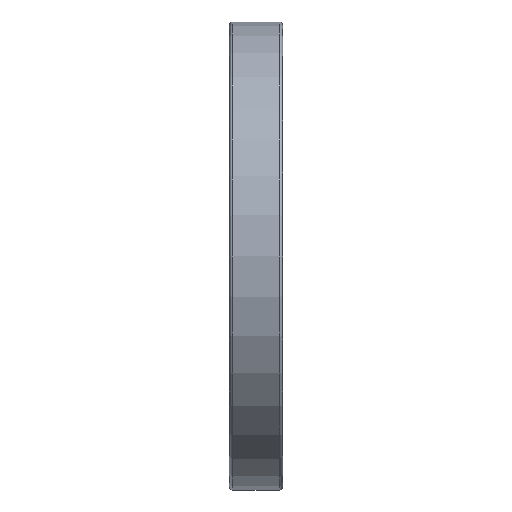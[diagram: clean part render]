
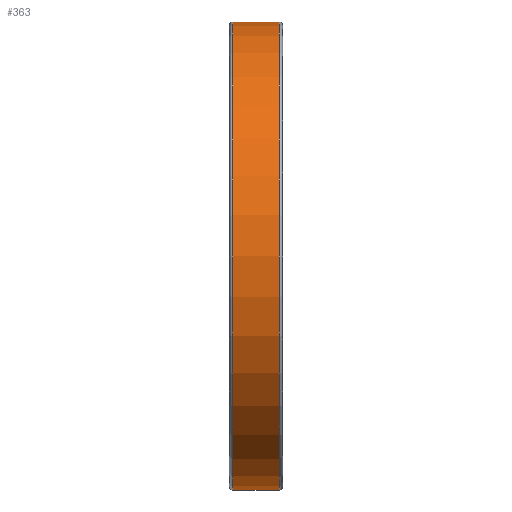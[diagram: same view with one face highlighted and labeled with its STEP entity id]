
A CAD part, front view. The second image highlights one B-rep face of the part: STEP entity #363.
In plain terms, the highlighted cylindrical face has radius 22 mm (diameter 44 mm), a full revolution.
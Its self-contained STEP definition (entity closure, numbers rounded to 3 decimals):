
#363 = ADVANCED_FACE( '', ( #574, #575 ), #576, .T. );
#574 = FACE_OUTER_BOUND( '', #755, .T. );
#575 = FACE_OUTER_BOUND( '', #756, .T. );
#576 = CYLINDRICAL_SURFACE( '', #757, 22. );
#755 = EDGE_LOOP( '', ( #936 ) );
#756 = EDGE_LOOP( '', ( #937 ) );
#757 = AXIS2_PLACEMENT_3D( '', #938, #939, #940 );
#936 = ORIENTED_EDGE( '', *, *, #1166, .T. );
#937 = ORIENTED_EDGE( '', *, *, #1167, .F. );
#938 = CARTESIAN_POINT( '', ( 50., 0., 0. ) );
#939 = DIRECTION( '', ( -1., 0., 0. ) );
#940 = DIRECTION( '', ( 0., 0., -1. ) );
#1166 = EDGE_CURVE( '', #1261, #1261, #1262, .T. );
#1167 = EDGE_CURVE( '', #1263, #1263, #1264, .T. );
#1261 = VERTEX_POINT( '', #1382 );
#1262 = CIRCLE( '', #1383, 22. );
#1263 = VERTEX_POINT( '', #1384 );
#1264 = CIRCLE( '', #1385, 22. );
#1382 = CARTESIAN_POINT( '', ( 0.3, 0., -22. ) );
#1383 = AXIS2_PLACEMENT_3D( '', #1506, #1507, #1508 );
#1384 = CARTESIAN_POINT( '', ( 4.7, 0., -22. ) );
#1385 = AXIS2_PLACEMENT_3D( '', #1509, #1510, #1511 );
#1506 = CARTESIAN_POINT( '', ( 0.3, 0., 0. ) );
#1507 = DIRECTION( '', ( 1., 0., 0. ) );
#1508 = DIRECTION( '', ( 0., 0., -1. ) );
#1509 = CARTESIAN_POINT( '', ( 4.7, 0., 0. ) );
#1510 = DIRECTION( '', ( 1., 0., 0. ) );
#1511 = DIRECTION( '', ( 0., 0., -1. ) );
